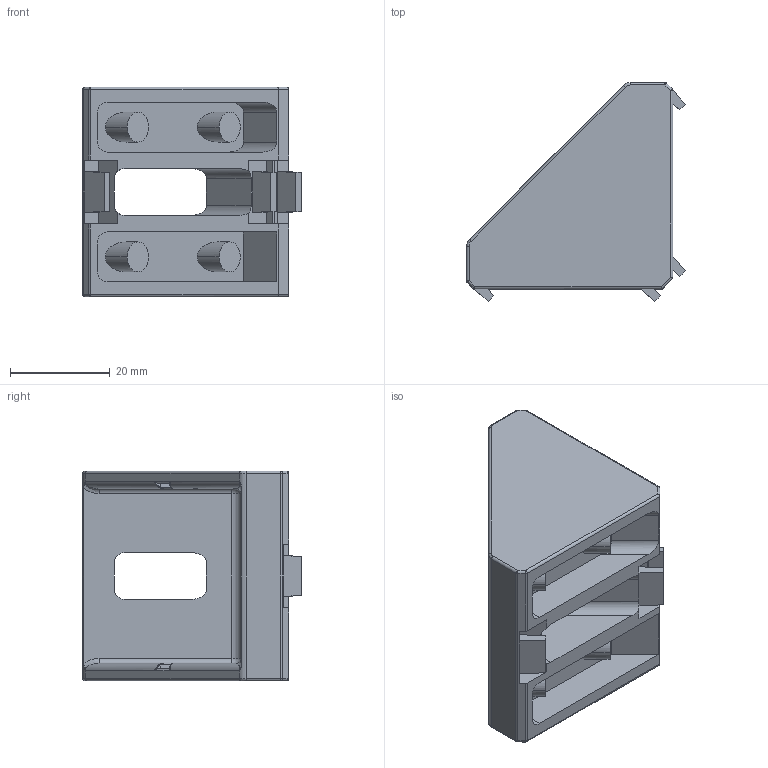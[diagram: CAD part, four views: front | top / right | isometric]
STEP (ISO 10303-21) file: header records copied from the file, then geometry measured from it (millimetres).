
FILE_DESCRIPTION (( 'STEP AP214' ), '1' );
FILE_NAME ('093w421n08.STEP', '2014-08-20T12:29:01', ( '' ), ( '' ), 'SwSTEP 2.0', 'SolidWorks 2014', '' );
FILE_SCHEMA (( 'AUTOMOTIVE_DESIGN' ));
Length unit declared in the file: millimetre
Products named in the file (1): 093w421n08
Bounding box: 43.8 x 43.8 x 42 mm (x, y, z)
Volume: 20084.4 mm3; surface area: 13232.1 mm2
Topology: 1 solids, 1 shells, 222 faces, 555 edges, 339 vertices
Faces by surface type: plane 95, cylinder 90, bspline 16, torus 13, sphere 8
Entity records: 6837 total; most frequent: CARTESIAN_POINT 1739, ORIENTED_EDGE 1094, DIRECTION 1023, EDGE_CURVE 547, AXIS2_PLACEMENT_3D 355, VERTEX_POINT 339, LINE 313, VECTOR 313
